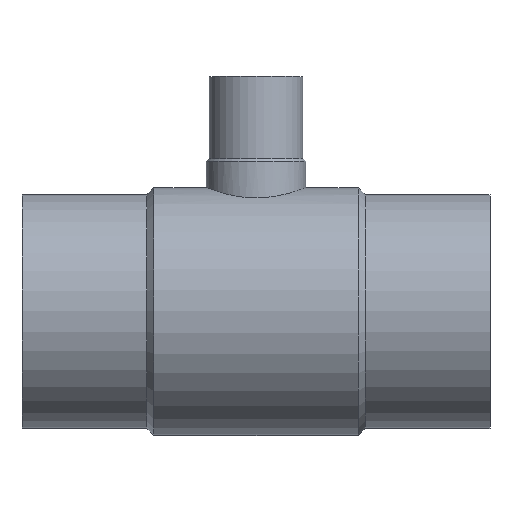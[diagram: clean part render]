
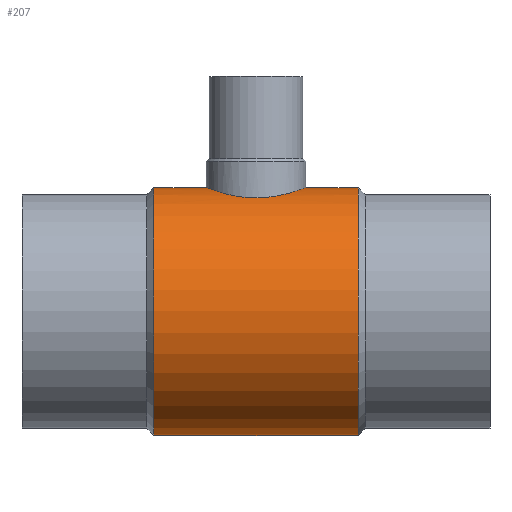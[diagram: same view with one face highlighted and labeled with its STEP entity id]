
A CAD part, top view. The second image highlights one B-rep face of the part: STEP entity #207.
In plain terms, the highlighted cylindrical face has radius 119.2 mm (diameter 238.4 mm), a partial arc.
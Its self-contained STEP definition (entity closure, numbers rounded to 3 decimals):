
#133 = VERTEX_POINT( '', #360 );
#147 = EDGE_CURVE( '', #175, #195, #375, .T. );
#175 = VERTEX_POINT( '', #406 );
#195 = VERTEX_POINT( '', #427 );
#207 = ADVANCED_FACE( '', ( #441 ), #442, .T. );
#215 = EDGE_CURVE( '', #175, #335, #452, .T. );
#227 = EDGE_CURVE( '', #329, #133, #464, .T. );
#253 = EDGE_CURVE( '', #285, #329, #495, .T. );
#273 = EDGE_CURVE( '', #133, #195, #517, .T. );
#285 = VERTEX_POINT( '', #532 );
#293 = EDGE_CURVE( '', #335, #285, #541, .T. );
#329 = VERTEX_POINT( '', #581 );
#335 = VERTEX_POINT( '', #588 );
#360 = CARTESIAN_POINT( '', ( -272.7, 119.2, 0. ) );
#375 = CIRCLE( '', #626, 119.2 );
#406 = CARTESIAN_POINT( '', ( -323.3, -119.2, 0. ) );
#427 = CARTESIAN_POINT( '', ( -323.3, 119.2, 0. ) );
#441 = FACE_OUTER_BOUND( '', #813, .T. );
#442 = CYLINDRICAL_SURFACE( '', #814, 119.2 );
#452 = LINE( '', #826, #827 );
#464 = B_SPLINE_CURVE_WITH_KNOTS( '', 3, ( #841, #842, #843, #844, #845, #846, #847, #848, #849, #850, #851, #852, #853, #854, #855, #856, #857, #858, #859, #860, #861, #862, #863, #864, #865, #866, #867, #868, #869, #870, #871, #872, #873, #874, #875, #876, #877, #878, #879, #880, #881, #882, #883, #884, #885, #886, #887, #888, #889, #890, #891, #892, #893, #894, #895, #896, #897, #898, #899, #900, #901, #902, #903, #904, #905, #906 ), .UNSPECIFIED., .F., .F., ( 4, 2, 2, 2, 2, 2, 2, 2, 2, 2, 2, 2, 2, 2, 2, 2, 2, 2, 2, 2, 2, 2, 2, 2, 2, 2, 2, 2, 2, 2, 2, 2, 4 ), ( 72.765, 77.311, 81.856, 86.402, 90.947, 95.493, 100.038, 104.584, 109.129, 113.679, 118.23, 122.78, 127.33, 131.88, 136.43, 140.98, 145.53, 150.081, 154.631, 159.181, 163.731, 168.281, 172.831, 177.381, 181.931, 186.477, 191.022, 195.568, 200.114, 204.659, 209.205, 213.75, 218.296 ), .UNSPECIFIED. );
#495 = LINE( '', #978, #979 );
#517 = LINE( '', #1008, #1009 );
#532 = CARTESIAN_POINT( '', ( -126.7, 119.2, 0. ) );
#541 = CIRCLE( '', #1037, 119.2 );
#581 = CARTESIAN_POINT( '', ( -177.3, 119.2, 0. ) );
#588 = CARTESIAN_POINT( '', ( -126.7, -119.2, 0. ) );
#626 = AXIS2_PLACEMENT_3D( '', #1195, #1196, #1197 );
#813 = EDGE_LOOP( '', ( #1269, #1270, #1271, #1272, #1273, #1274 ) );
#814 = AXIS2_PLACEMENT_3D( '', #1275, #1276, #1277 );
#826 = CARTESIAN_POINT( '', ( -225., -119.2, 0. ) );
#827 = VECTOR( '', #1289, 1. );
#841 = CARTESIAN_POINT( '', ( -177.3, 119.2, 0. ) );
#842 = CARTESIAN_POINT( '', ( -177.3, 119.2, 1.515 ) );
#843 = CARTESIAN_POINT( '', ( -177.372, 119.171, 3.054 ) );
#844 = CARTESIAN_POINT( '', ( -177.672, 119.051, 6.147 ) );
#845 = CARTESIAN_POINT( '', ( -177.899, 118.961, 7.702 ) );
#846 = CARTESIAN_POINT( '', ( -178.511, 118.72, 10.797 ) );
#847 = CARTESIAN_POINT( '', ( -178.896, 118.57, 12.339 ) );
#848 = CARTESIAN_POINT( '', ( -179.82, 118.213, 15.381 ) );
#849 = CARTESIAN_POINT( '', ( -180.359, 118.008, 16.881 ) );
#850 = CARTESIAN_POINT( '', ( -181.581, 117.551, 19.814 ) );
#851 = CARTESIAN_POINT( '', ( -182.265, 117.299, 21.249 ) );
#852 = CARTESIAN_POINT( '', ( -183.765, 116.761, 24.031 ) );
#853 = CARTESIAN_POINT( '', ( -184.582, 116.475, 25.379 ) );
#854 = CARTESIAN_POINT( '', ( -186.327, 115.881, 27.966 ) );
#855 = CARTESIAN_POINT( '', ( -187.256, 115.573, 29.206 ) );
#856 = CARTESIAN_POINT( '', ( -189.204, 114.952, 31.563 ) );
#857 = CARTESIAN_POINT( '', ( -190.222, 114.638, 32.68 ) );
#858 = CARTESIAN_POINT( '', ( -192.321, 114.019, 34.779 ) );
#859 = CARTESIAN_POINT( '', ( -193.438, 113.702, 35.798 ) );
#860 = CARTESIAN_POINT( '', ( -195.796, 113.07, 37.746 ) );
#861 = CARTESIAN_POINT( '', ( -197.037, 112.755, 38.675 ) );
#862 = CARTESIAN_POINT( '', ( -199.624, 112.141, 40.42 ) );
#863 = CARTESIAN_POINT( '', ( -200.971, 111.843, 41.236 ) );
#864 = CARTESIAN_POINT( '', ( -203.752, 111.279, 42.735 ) );
#865 = CARTESIAN_POINT( '', ( -205.186, 111.013, 43.419 ) );
#866 = CARTESIAN_POINT( '', ( -208.118, 110.527, 44.641 ) );
#867 = CARTESIAN_POINT( '', ( -209.617, 110.307, 45.18 ) );
#868 = CARTESIAN_POINT( '', ( -212.658, 109.925, 46.103 ) );
#869 = CARTESIAN_POINT( '', ( -214.199, 109.762, 46.488 ) );
#870 = CARTESIAN_POINT( '', ( -217.294, 109.5, 47.1 ) );
#871 = CARTESIAN_POINT( '', ( -218.849, 109.402, 47.327 ) );
#872 = CARTESIAN_POINT( '', ( -221.944, 109.272, 47.627 ) );
#873 = CARTESIAN_POINT( '', ( -223.483, 109.24, 47.7 ) );
#874 = CARTESIAN_POINT( '', ( -226.517, 109.24, 47.7 ) );
#875 = CARTESIAN_POINT( '', ( -228.056, 109.272, 47.627 ) );
#876 = CARTESIAN_POINT( '', ( -231.151, 109.402, 47.327 ) );
#877 = CARTESIAN_POINT( '', ( -232.706, 109.5, 47.1 ) );
#878 = CARTESIAN_POINT( '', ( -235.801, 109.762, 46.488 ) );
#879 = CARTESIAN_POINT( '', ( -237.342, 109.925, 46.103 ) );
#880 = CARTESIAN_POINT( '', ( -240.383, 110.307, 45.18 ) );
#881 = CARTESIAN_POINT( '', ( -241.882, 110.527, 44.641 ) );
#882 = CARTESIAN_POINT( '', ( -244.814, 111.013, 43.419 ) );
#883 = CARTESIAN_POINT( '', ( -246.248, 111.279, 42.735 ) );
#884 = CARTESIAN_POINT( '', ( -249.029, 111.843, 41.236 ) );
#885 = CARTESIAN_POINT( '', ( -250.376, 112.141, 40.42 ) );
#886 = CARTESIAN_POINT( '', ( -252.963, 112.755, 38.675 ) );
#887 = CARTESIAN_POINT( '', ( -254.204, 113.07, 37.746 ) );
#888 = CARTESIAN_POINT( '', ( -256.562, 113.702, 35.798 ) );
#889 = CARTESIAN_POINT( '', ( -257.679, 114.019, 34.779 ) );
#890 = CARTESIAN_POINT( '', ( -259.778, 114.638, 32.68 ) );
#891 = CARTESIAN_POINT( '', ( -260.796, 114.952, 31.563 ) );
#892 = CARTESIAN_POINT( '', ( -262.744, 115.573, 29.206 ) );
#893 = CARTESIAN_POINT( '', ( -263.673, 115.881, 27.966 ) );
#894 = CARTESIAN_POINT( '', ( -265.418, 116.475, 25.379 ) );
#895 = CARTESIAN_POINT( '', ( -266.235, 116.761, 24.031 ) );
#896 = CARTESIAN_POINT( '', ( -267.735, 117.299, 21.249 ) );
#897 = CARTESIAN_POINT( '', ( -268.419, 117.551, 19.814 ) );
#898 = CARTESIAN_POINT( '', ( -269.641, 118.008, 16.881 ) );
#899 = CARTESIAN_POINT( '', ( -270.18, 118.213, 15.381 ) );
#900 = CARTESIAN_POINT( '', ( -271.104, 118.57, 12.339 ) );
#901 = CARTESIAN_POINT( '', ( -271.489, 118.72, 10.797 ) );
#902 = CARTESIAN_POINT( '', ( -272.101, 118.961, 7.702 ) );
#903 = CARTESIAN_POINT( '', ( -272.328, 119.051, 6.147 ) );
#904 = CARTESIAN_POINT( '', ( -272.628, 119.171, 3.054 ) );
#905 = CARTESIAN_POINT( '', ( -272.7, 119.2, 1.515 ) );
#906 = CARTESIAN_POINT( '', ( -272.7, 119.2, 0. ) );
#978 = CARTESIAN_POINT( '', ( -225., 119.2, 0. ) );
#979 = VECTOR( '', #1332, 1. );
#1008 = CARTESIAN_POINT( '', ( -225., 119.2, 0. ) );
#1009 = VECTOR( '', #1357, 1. );
#1037 = AXIS2_PLACEMENT_3D( '', #1386, #1387, #1388 );
#1195 = CARTESIAN_POINT( '', ( -323.3, 0., 0. ) );
#1196 = DIRECTION( '', ( -1., 0., 0. ) );
#1197 = DIRECTION( '', ( 0., 1., 0. ) );
#1269 = ORIENTED_EDGE( '', *, *, #253, .T. );
#1270 = ORIENTED_EDGE( '', *, *, #227, .T. );
#1271 = ORIENTED_EDGE( '', *, *, #273, .T. );
#1272 = ORIENTED_EDGE( '', *, *, #147, .F. );
#1273 = ORIENTED_EDGE( '', *, *, #215, .T. );
#1274 = ORIENTED_EDGE( '', *, *, #293, .T. );
#1275 = CARTESIAN_POINT( '', ( -225., 0., 0. ) );
#1276 = DIRECTION( '', ( 1., 0., 0. ) );
#1277 = DIRECTION( '', ( 0., 1., 0. ) );
#1289 = DIRECTION( '', ( 1., 0., 0. ) );
#1332 = DIRECTION( '', ( -1., 0., 0. ) );
#1357 = DIRECTION( '', ( -1., 0., 0. ) );
#1386 = CARTESIAN_POINT( '', ( -126.7, 0., 0. ) );
#1387 = DIRECTION( '', ( -1., 0., 0. ) );
#1388 = DIRECTION( '', ( 0., 1., 0. ) );
